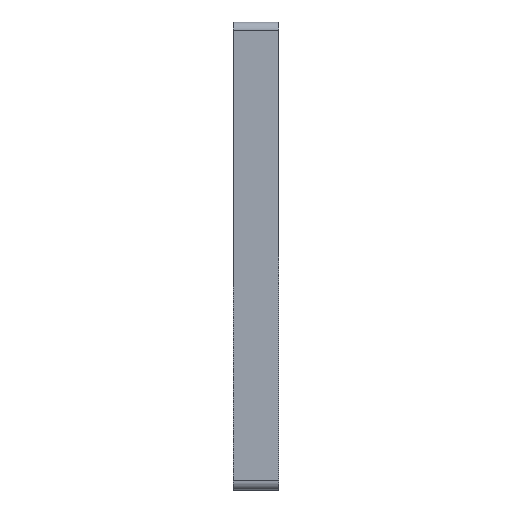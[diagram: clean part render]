
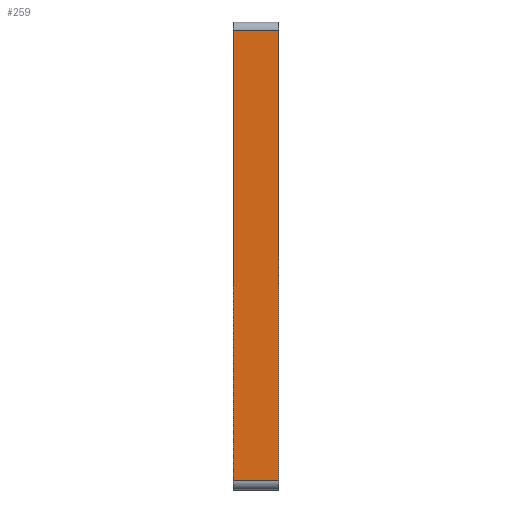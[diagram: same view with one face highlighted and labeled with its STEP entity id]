
A CAD part, left-side view. The second image highlights one B-rep face of the part: STEP entity #259.
In plain terms, the highlighted planar face has unit normal (-1, 0, 0).
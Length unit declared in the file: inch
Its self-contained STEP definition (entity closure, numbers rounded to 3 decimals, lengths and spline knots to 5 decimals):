
#25 = CARTESIAN_POINT ( 'NONE',  ( -0.65, 0.125, 0.65 ) ) ;
#26 = DIRECTION ( 'NONE',  ( 0., 0., 1. ) ) ;
#35 = EDGE_CURVE ( 'NONE', #590, #629, #339, .T. ) ;
#40 = VECTOR ( 'NONE', #26, 39.37008 ) ;
#46 = VECTOR ( 'NONE', #190, 39.37008 ) ;
#59 = VERTEX_POINT ( 'NONE', #99 ) ;
#65 = DIRECTION ( 'NONE',  ( 1., 0., 0. ) ) ;
#68 = EDGE_LOOP ( 'NONE', ( #532, #500, #276, #389 ) ) ;
#99 = CARTESIAN_POINT ( 'NONE',  ( -0.65, 0., 0.625 ) ) ;
#122 = EDGE_CURVE ( 'NONE', #629, #59, #420, .T. ) ;
#190 = DIRECTION ( 'NONE',  ( 0., 0., 1. ) ) ;
#198 = VECTOR ( 'NONE', #588, 39.37008 ) ;
#240 = CARTESIAN_POINT ( 'NONE',  ( -0.65, 0.125, 0.625 ) ) ;
#241 = DIRECTION ( 'NONE',  ( 0., 1., 0. ) ) ;
#259 = ADVANCED_FACE ( 'NONE', ( #746 ), #587, .F. ) ;
#276 = ORIENTED_EDGE ( 'NONE', *, *, #122, .T. ) ;
#337 = CARTESIAN_POINT ( 'NONE',  ( -0.65, 0.125, 0.65 ) ) ;
#339 = LINE ( 'NONE', #575, #198 ) ;
#359 = EDGE_CURVE ( 'NONE', #59, #682, #376, .T. ) ;
#368 = CARTESIAN_POINT ( 'NONE',  ( -0.65, 0.125, 0.625 ) ) ;
#376 = LINE ( 'NONE', #240, #504 ) ;
#386 = AXIS2_PLACEMENT_3D ( 'NONE', #337, #65, #733 ) ;
#389 = ORIENTED_EDGE ( 'NONE', *, *, #359, .T. ) ;
#420 = LINE ( 'NONE', #655, #46 ) ;
#437 = EDGE_CURVE ( 'NONE', #590, #682, #579, .T. ) ;
#466 = CARTESIAN_POINT ( 'NONE',  ( -0.65, 0., -0.625 ) ) ;
#500 = ORIENTED_EDGE ( 'NONE', *, *, #35, .T. ) ;
#504 = VECTOR ( 'NONE', #241, 39.37008 ) ;
#532 = ORIENTED_EDGE ( 'NONE', *, *, #437, .F. ) ;
#548 = CARTESIAN_POINT ( 'NONE',  ( -0.65, 0.125, -0.625 ) ) ;
#575 = CARTESIAN_POINT ( 'NONE',  ( -0.65, 0.125, -0.625 ) ) ;
#579 = LINE ( 'NONE', #25, #40 ) ;
#587 = PLANE ( 'NONE',  #386 ) ;
#588 = DIRECTION ( 'NONE',  ( 0., -1., 0. ) ) ;
#590 = VERTEX_POINT ( 'NONE', #548 ) ;
#629 = VERTEX_POINT ( 'NONE', #466 ) ;
#655 = CARTESIAN_POINT ( 'NONE',  ( -0.65, 0., 0.65 ) ) ;
#682 = VERTEX_POINT ( 'NONE', #368 ) ;
#733 = DIRECTION ( 'NONE',  ( 0., 0., -1. ) ) ;
#746 = FACE_OUTER_BOUND ( 'NONE', #68, .T. ) ;
